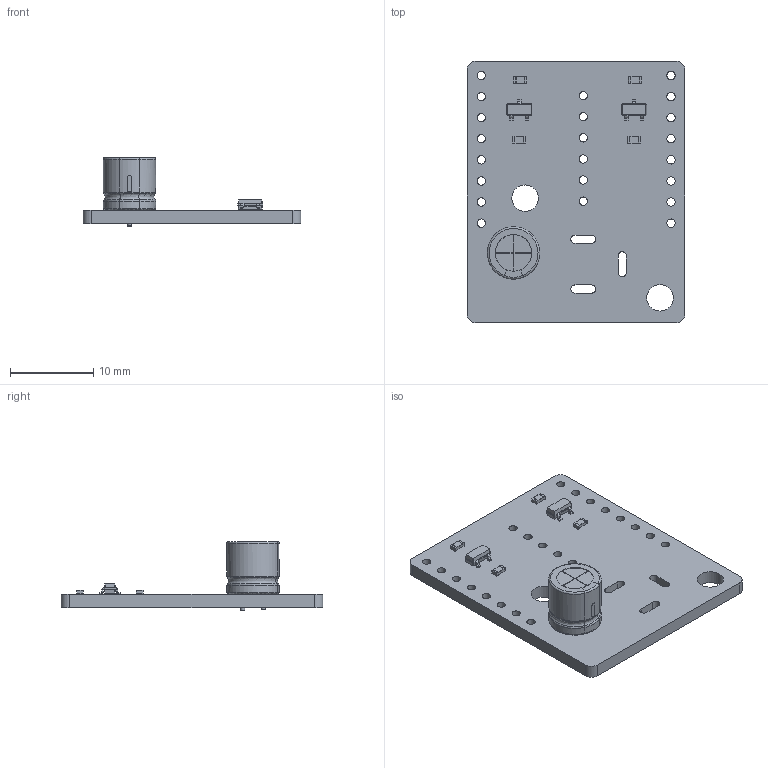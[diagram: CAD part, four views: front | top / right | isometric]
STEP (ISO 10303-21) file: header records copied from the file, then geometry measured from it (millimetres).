
FILE_DESCRIPTION(('KiCad electronic assembly'),'2;1');
FILE_NAME('7seg-clock.stp','2018-07-05T01:28:13',('An Author'),( 'A Company'),'Open CASCADE STEP processor 6.8', 'KiCad to STEP converter','Unknown');
FILE_SCHEMA(('AUTOMOTIVE_DESIGN_CC2 { 1 2 10303 214 -1 1 5 4 }'));
Length unit declared in the file: millimetre
Products named in the file (8): Open CASCADE STEP translator 6.8 1; SOT-23; SOLID; R_0603_1608Metric; CP_Radial_D6.3mm_P2.50mm; COMPOUND
Assembly tree (11 placements, depth 3):
  Open CASCADE STEP translator 6.8 1
    SOT-23  x2
      SOLID
    R_0603_1608Metric  x4
      SOLID
    CP_Radial_D6.3mm_P2.50mm
      SOLID
    COMPOUND
Bounding box: 26.25 x 31.5 x 8.3 mm (x, y, z)
Volume: 1452.6 mm3; surface area: 2221.4 mm2
Topology: 8 solids, 9 shells, 350 faces, 877 edges, 548 vertices
Faces by surface type: plane 181, cylinder 105, bspline 58, revolution 4, torus 2
Full cylindrical faces by diameter (mm): 0.5 x2, 0.8 x2, 1 x22, 3.2 x2
Entity records: 19986 total; most frequent: CARTESIAN_POINT 9426, DIRECTION 1574, ORIENTED_EDGE 986, PCURVE 986, DEFINITIONAL_REPRESENTATION 986, LINE 860, VECTOR 860, EDGE_CURVE 493
